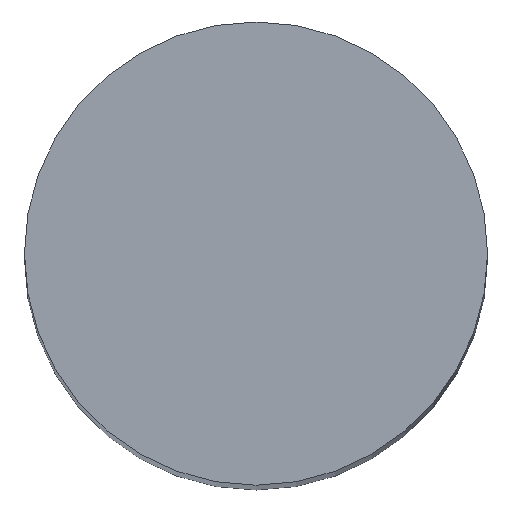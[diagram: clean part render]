
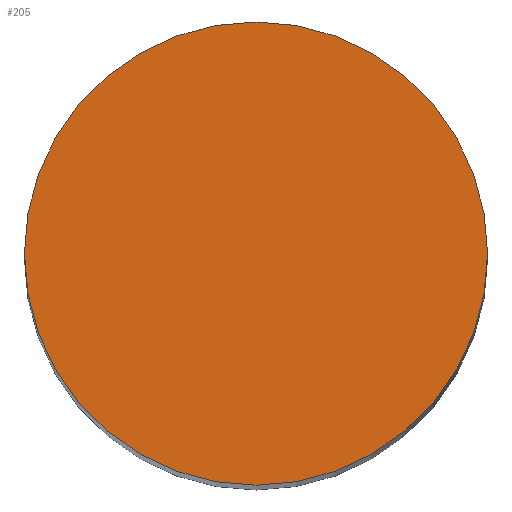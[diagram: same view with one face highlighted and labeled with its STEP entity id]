
A CAD part, top view. The second image highlights one B-rep face of the part: STEP entity #205.
In plain terms, the highlighted planar face has unit normal (0, 0, 1).
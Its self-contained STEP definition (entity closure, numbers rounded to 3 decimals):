
#102=EDGE_CURVE('240[2]',#271,#271,#272,.T.);
#205=ADVANCED_FACE('240[2]',(#418),#419,.T.);
#271=VERTEX_POINT('',#485);
#272=CIRCLE('',#486,3.5);
#418=FACE_OUTER_BOUND('',#770,.T.);
#419=PLANE('',#771);
#485=CARTESIAN_POINT('',(-3.5,0.,0.));
#486=AXIS2_PLACEMENT_3D('',#845,#846,#847);
#770=EDGE_LOOP('',(#1005));
#771=AXIS2_PLACEMENT_3D('',#1006,#1007,#1008);
#845=CARTESIAN_POINT('',(0.,0.,0.));
#846=DIRECTION('',(0.,0.,-1.0));
#847=DIRECTION('',(-1.0,0.,0.));
#1005=ORIENTED_EDGE('',*,*,#102,.F.);
#1006=CARTESIAN_POINT('',(-1.75,0.,0.));
#1007=DIRECTION('',(0.,0.,1.0));
#1008=DIRECTION('',(-1.0,0.,0.0));
